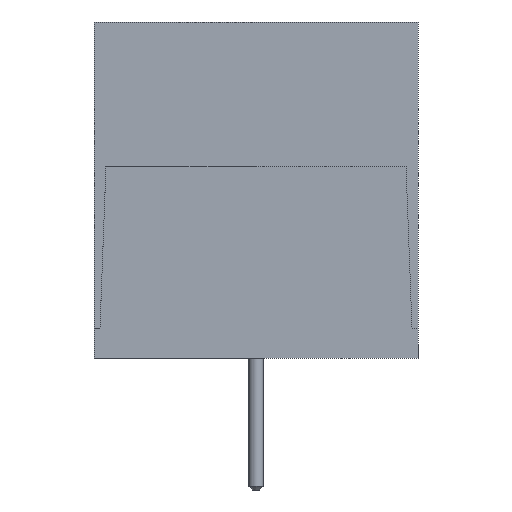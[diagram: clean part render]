
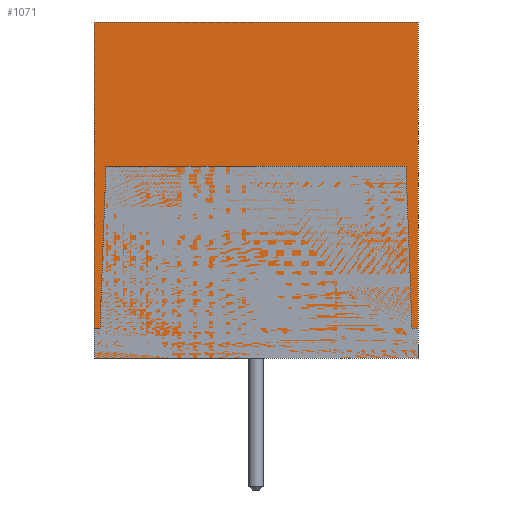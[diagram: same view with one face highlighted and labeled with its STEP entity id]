
A CAD part, left-side view. The second image highlights one B-rep face of the part: STEP entity #1071.
In plain terms, the highlighted planar face has unit normal (-1, 0, 0).
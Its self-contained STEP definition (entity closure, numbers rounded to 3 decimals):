
#762 = VERTEX_POINT('',#763);
#763 = CARTESIAN_POINT('',(-0.85,6.75,0.));
#772 = PLANE('',#773);
#773 = AXIS2_PLACEMENT_3D('',#774,#775,#776);
#774 = CARTESIAN_POINT('',(-0.85,6.75,0.));
#775 = DIRECTION('',(0.,0.,-1.));
#776 = DIRECTION('',(0.,-1.,0.));
#784 = PLANE('',#785);
#785 = AXIS2_PLACEMENT_3D('',#786,#787,#788);
#786 = CARTESIAN_POINT('',(-0.85,6.75,14.));
#787 = DIRECTION('',(0.,1.,0.));
#788 = DIRECTION('',(0.,0.,-1.));
#825 = VERTEX_POINT('',#826);
#826 = CARTESIAN_POINT('',(-0.85,-6.75,0.));
#840 = PLANE('',#841);
#841 = AXIS2_PLACEMENT_3D('',#842,#843,#844);
#842 = CARTESIAN_POINT('',(-0.85,-6.75,0.));
#843 = DIRECTION('',(0.,-1.,0.));
#844 = DIRECTION('',(0.,0.,1.));
#852 = EDGE_CURVE('',#762,#825,#853,.T.);
#853 = SURFACE_CURVE('',#854,(#858,#865),.PCURVE_S1.);
#854 = LINE('',#855,#856);
#855 = CARTESIAN_POINT('',(-0.85,6.75,0.));
#856 = VECTOR('',#857,1.);
#857 = DIRECTION('',(0.,-1.,0.));
#858 = PCURVE('',#772,#859);
#859 = DEFINITIONAL_REPRESENTATION('',(#860),#864);
#860 = LINE('',#861,#862);
#861 = CARTESIAN_POINT('',(0.,0.));
#862 = VECTOR('',#863,1.);
#863 = DIRECTION('',(1.,0.));
#864 = ( GEOMETRIC_REPRESENTATION_CONTEXT(2) 
PARAMETRIC_REPRESENTATION_CONTEXT() REPRESENTATION_CONTEXT('2D SPACE',''
  ) );
#865 = PCURVE('',#866,#871);
#866 = PLANE('',#867);
#867 = AXIS2_PLACEMENT_3D('',#868,#869,#870);
#868 = CARTESIAN_POINT('',(-0.85,0.,7.));
#869 = DIRECTION('',(-1.,0.,0.));
#870 = DIRECTION('',(0.,0.,-1.));
#871 = DEFINITIONAL_REPRESENTATION('',(#872),#876);
#872 = LINE('',#873,#874);
#873 = CARTESIAN_POINT('',(7.,-6.75));
#874 = VECTOR('',#875,1.);
#875 = DIRECTION('',(0.,1.));
#876 = ( GEOMETRIC_REPRESENTATION_CONTEXT(2) 
PARAMETRIC_REPRESENTATION_CONTEXT() REPRESENTATION_CONTEXT('2D SPACE',''
  ) );
#906 = VERTEX_POINT('',#907);
#907 = CARTESIAN_POINT('',(-0.85,-6.75,14.));
#921 = PLANE('',#922);
#922 = AXIS2_PLACEMENT_3D('',#923,#924,#925);
#923 = CARTESIAN_POINT('',(-0.85,-6.75,14.));
#924 = DIRECTION('',(0.,0.,1.));
#925 = DIRECTION('',(0.,1.,0.));
#933 = EDGE_CURVE('',#825,#906,#934,.T.);
#934 = SURFACE_CURVE('',#935,(#939,#946),.PCURVE_S1.);
#935 = LINE('',#936,#937);
#936 = CARTESIAN_POINT('',(-0.85,-6.75,0.));
#937 = VECTOR('',#938,1.);
#938 = DIRECTION('',(0.,0.,1.));
#939 = PCURVE('',#840,#940);
#940 = DEFINITIONAL_REPRESENTATION('',(#941),#945);
#941 = LINE('',#942,#943);
#942 = CARTESIAN_POINT('',(0.,0.));
#943 = VECTOR('',#944,1.);
#944 = DIRECTION('',(1.,0.));
#945 = ( GEOMETRIC_REPRESENTATION_CONTEXT(2) 
PARAMETRIC_REPRESENTATION_CONTEXT() REPRESENTATION_CONTEXT('2D SPACE',''
  ) );
#946 = PCURVE('',#866,#947);
#947 = DEFINITIONAL_REPRESENTATION('',(#948),#952);
#948 = LINE('',#949,#950);
#949 = CARTESIAN_POINT('',(7.,6.75));
#950 = VECTOR('',#951,1.);
#951 = DIRECTION('',(-1.,0.));
#952 = ( GEOMETRIC_REPRESENTATION_CONTEXT(2) 
PARAMETRIC_REPRESENTATION_CONTEXT() REPRESENTATION_CONTEXT('2D SPACE',''
  ) );
#982 = VERTEX_POINT('',#983);
#983 = CARTESIAN_POINT('',(-0.85,6.75,14.));
#1004 = EDGE_CURVE('',#906,#982,#1005,.T.);
#1005 = SURFACE_CURVE('',#1006,(#1010,#1017),.PCURVE_S1.);
#1006 = LINE('',#1007,#1008);
#1007 = CARTESIAN_POINT('',(-0.85,-6.75,14.));
#1008 = VECTOR('',#1009,1.);
#1009 = DIRECTION('',(0.,1.,0.));
#1010 = PCURVE('',#921,#1011);
#1011 = DEFINITIONAL_REPRESENTATION('',(#1012),#1016);
#1012 = LINE('',#1013,#1014);
#1013 = CARTESIAN_POINT('',(0.,0.));
#1014 = VECTOR('',#1015,1.);
#1015 = DIRECTION('',(1.,0.));
#1016 = ( GEOMETRIC_REPRESENTATION_CONTEXT(2) 
PARAMETRIC_REPRESENTATION_CONTEXT() REPRESENTATION_CONTEXT('2D SPACE',''
  ) );
#1017 = PCURVE('',#866,#1018);
#1018 = DEFINITIONAL_REPRESENTATION('',(#1019),#1023);
#1019 = LINE('',#1020,#1021);
#1020 = CARTESIAN_POINT('',(-7.,6.75));
#1021 = VECTOR('',#1022,1.);
#1022 = DIRECTION('',(0.,-1.));
#1023 = ( GEOMETRIC_REPRESENTATION_CONTEXT(2) 
PARAMETRIC_REPRESENTATION_CONTEXT() REPRESENTATION_CONTEXT('2D SPACE',''
  ) );
#1051 = EDGE_CURVE('',#982,#762,#1052,.T.);
#1052 = SURFACE_CURVE('',#1053,(#1057,#1064),.PCURVE_S1.);
#1053 = LINE('',#1054,#1055);
#1054 = CARTESIAN_POINT('',(-0.85,6.75,14.));
#1055 = VECTOR('',#1056,1.);
#1056 = DIRECTION('',(0.,0.,-1.));
#1057 = PCURVE('',#784,#1058);
#1058 = DEFINITIONAL_REPRESENTATION('',(#1059),#1063);
#1059 = LINE('',#1060,#1061);
#1060 = CARTESIAN_POINT('',(0.,0.));
#1061 = VECTOR('',#1062,1.);
#1062 = DIRECTION('',(1.,0.));
#1063 = ( GEOMETRIC_REPRESENTATION_CONTEXT(2) 
PARAMETRIC_REPRESENTATION_CONTEXT() REPRESENTATION_CONTEXT('2D SPACE',''
  ) );
#1064 = PCURVE('',#866,#1065);
#1065 = DEFINITIONAL_REPRESENTATION('',(#1066),#1070);
#1066 = LINE('',#1067,#1068);
#1067 = CARTESIAN_POINT('',(-7.,-6.75));
#1068 = VECTOR('',#1069,1.);
#1069 = DIRECTION('',(1.,0.));
#1070 = ( GEOMETRIC_REPRESENTATION_CONTEXT(2) 
PARAMETRIC_REPRESENTATION_CONTEXT() REPRESENTATION_CONTEXT('2D SPACE',''
  ) );
#1071 = ADVANCED_FACE('',(#1072),#866,.T.);
#1072 = FACE_BOUND('',#1073,.T.);
#1073 = EDGE_LOOP('',(#1074,#1075,#1076,#1077));
#1074 = ORIENTED_EDGE('',*,*,#852,.T.);
#1075 = ORIENTED_EDGE('',*,*,#933,.T.);
#1076 = ORIENTED_EDGE('',*,*,#1004,.T.);
#1077 = ORIENTED_EDGE('',*,*,#1051,.T.);
